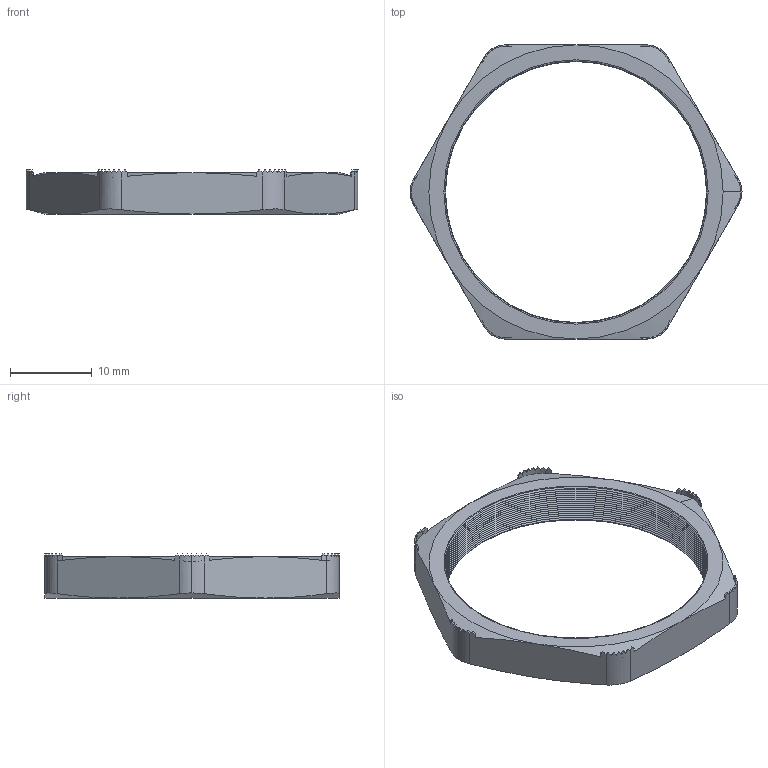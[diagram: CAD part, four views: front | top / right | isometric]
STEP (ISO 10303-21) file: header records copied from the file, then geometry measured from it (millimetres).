
FILE_DESCRIPTION (( 'STEP AP203' ), '1' );
FILE_NAME ('NM-32-BE.STEP', '2008-04-01T12:00:36', ( 'Baystate-05' ), ( 'BayState InfoTech' ), 'SwSTEP 2.0', 'SolidWorks 2007', '' );
FILE_SCHEMA (( 'CONFIG_CONTROL_DESIGN' ));
Length unit declared in the file: inch
Products named in the file (1): NM-32-BE
Bounding box: 40.7 x 36.07 x 5.4 mm (x, y, z)
Volume: 1516.9 mm3; surface area: 2228.3 mm2
Topology: 1 solids, 1 shells, 248 faces, 614 edges, 368 vertices
Faces by surface type: plane 116, cone 82, cylinder 46, torus 4
Entity records: 7427 total; most frequent: CARTESIAN_POINT 1909, ORIENTED_EDGE 1228, DIRECTION 1054, EDGE_CURVE 614, AXIS2_PLACEMENT_3D 373, VERTEX_POINT 368, VECTOR 308, LINE 308
